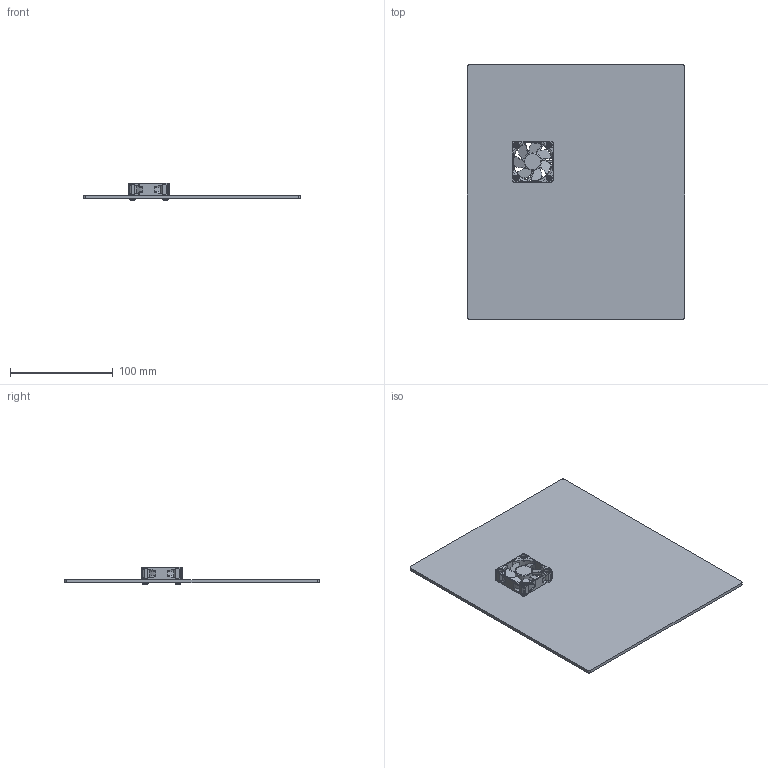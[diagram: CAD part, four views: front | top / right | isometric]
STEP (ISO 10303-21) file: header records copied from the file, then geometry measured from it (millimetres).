
FILE_DESCRIPTION(/* description */ (''),/* implementation_level */ '2;1');
FILE_NAME(/* name */ 'back_panel.step',/* time_stamp */ '2023-07-31T23:53:07+02:00',/* author */ (''),/* organization */ (''),/* preprocessor_version */ 'ST-DEVELOPER v20',/* originating_system */ 'Autodesk Translation Framework v12.9.0.99',/* authorisation */ '');
FILE_SCHEMA (('AUTOMOTIVE_DESIGN { 1 0 10303 214 3 1 1 }'));
Length unit declared in the file: millimetre
Products named in the file (5): back_panel; Noctua-Fan-NF-A4x10_40mm v1 (1); Noctua-NF-A4x10 v1 (1); Noctua nf-a8-pwm fan 40x40x10 v2 (1); M3x12 BHCS
Assembly tree (7 placements, depth 3):
  back_panel
    Noctua-Fan-NF-A4x10_40mm v1 (1)
      Noctua-NF-A4x10 v1 (1)
      Noctua nf-a8-pwm fan 40x40x10 v2 (1)
    M3x12 BHCS  x4
Bounding box: 212 x 248 x 16.83 mm (x, y, z)
Volume: 162409 mm3; surface area: 116940.4 mm2
Topology: 22 solids, 22 shells, 590 faces, 1510 edges, 967 vertices
Faces by surface type: plane 224, cylinder 208, bspline 92, cone 32, torus 26, sphere 8
Full cylindrical faces by diameter (mm): 3 x4, 3.2 x4, 4.318 x4, 5.7 x4, 5.74 x4, 16 x1, 17 x1
Entity records: 20544 total; most frequent: CARTESIAN_POINT 7178, ORIENTED_EDGE 2802, DIRECTION 2735, EDGE_CURVE 1401, AXIS2_PLACEMENT_3D 1041, VERTEX_POINT 913, LINE 653, VECTOR 653
